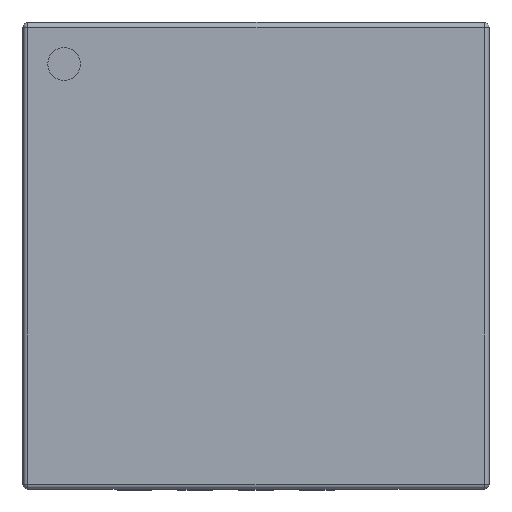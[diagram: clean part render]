
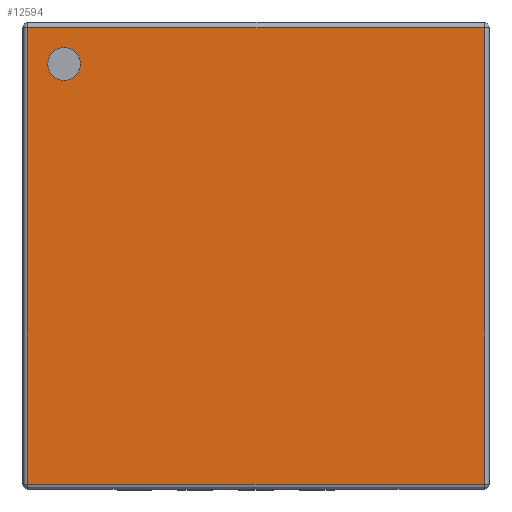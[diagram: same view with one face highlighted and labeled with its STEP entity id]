
A CAD part, top view. The second image highlights one B-rep face of the part: STEP entity #12594.
In plain terms, the highlighted planar face has unit normal (0, 0, 1).
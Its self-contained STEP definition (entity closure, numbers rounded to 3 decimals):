
#3098 = CYLINDRICAL_SURFACE('',#3099,0.05);
#3099 = AXIS2_PLACEMENT_3D('',#3100,#3101,#3102);
#3100 = CARTESIAN_POINT('',(2.44,2.44,0.83));
#3101 = DIRECTION('',(-0.,-1.,-0.));
#3102 = DIRECTION('',(0.,0.,1.));
#10685 = VERTEX_POINT('',#10686);
#10686 = CARTESIAN_POINT('',(2.44,2.44,0.88));
#10708 = VERTEX_POINT('',#10709);
#10709 = CARTESIAN_POINT('',(2.44,-2.44,0.88));
#10734 = EDGE_CURVE('',#10685,#10708,#10735,.T.);
#10735 = SURFACE_CURVE('',#10736,(#10740,#10747),.PCURVE_S1.);
#10736 = LINE('',#10737,#10738);
#10737 = CARTESIAN_POINT('',(2.44,2.44,0.88));
#10738 = VECTOR('',#10739,1.);
#10739 = DIRECTION('',(-0.,-1.,-0.));
#10740 = PCURVE('',#3098,#10741);
#10741 = DEFINITIONAL_REPRESENTATION('',(#10742),#10746);
#10742 = LINE('',#10743,#10744);
#10743 = CARTESIAN_POINT('',(-0.,0.));
#10744 = VECTOR('',#10745,1.);
#10745 = DIRECTION('',(-0.,1.));
#10746 = ( GEOMETRIC_REPRESENTATION_CONTEXT(2) 
PARAMETRIC_REPRESENTATION_CONTEXT() REPRESENTATION_CONTEXT('2D SPACE',''
  ) );
#10747 = PCURVE('',#10748,#10753);
#10748 = PLANE('',#10749);
#10749 = AXIS2_PLACEMENT_3D('',#10750,#10751,#10752);
#10750 = CARTESIAN_POINT('',(-2.49,-2.49,0.88));
#10751 = DIRECTION('',(0.,0.,1.));
#10752 = DIRECTION('',(1.,0.,0.));
#10753 = DEFINITIONAL_REPRESENTATION('',(#10754),#10758);
#10754 = LINE('',#10755,#10756);
#10755 = CARTESIAN_POINT('',(4.93,4.93));
#10756 = VECTOR('',#10757,1.);
#10757 = DIRECTION('',(-0.,-1.));
#10758 = ( GEOMETRIC_REPRESENTATION_CONTEXT(2) 
PARAMETRIC_REPRESENTATION_CONTEXT() REPRESENTATION_CONTEXT('2D SPACE',''
  ) );
#11097 = CYLINDRICAL_SURFACE('',#11098,0.05);
#11098 = AXIS2_PLACEMENT_3D('',#11099,#11100,#11101);
#11099 = CARTESIAN_POINT('',(-2.44,-2.44,0.83));
#11100 = DIRECTION('',(0.,1.,0.));
#11101 = DIRECTION('',(-1.,0.,0.));
#11236 = CYLINDRICAL_SURFACE('',#11237,0.05);
#11237 = AXIS2_PLACEMENT_3D('',#11238,#11239,#11240);
#11238 = CARTESIAN_POINT('',(-2.49,-2.44,0.83));
#11239 = DIRECTION('',(1.,0.,0.));
#11240 = DIRECTION('',(0.,-1.,0.));
#11979 = CYLINDRICAL_SURFACE('',#11980,0.05);
#11980 = AXIS2_PLACEMENT_3D('',#11981,#11982,#11983);
#11981 = CARTESIAN_POINT('',(-2.49,2.44,0.83));
#11982 = DIRECTION('',(1.,0.,0.));
#11983 = DIRECTION('',(0.,1.,0.));
#12594 = ADVANCED_FACE('',(#12595,#12665),#10748,.T.);
#12595 = FACE_BOUND('',#12596,.T.);
#12596 = EDGE_LOOP('',(#12597,#12620,#12621,#12644));
#12597 = ORIENTED_EDGE('',*,*,#12598,.T.);
#12598 = EDGE_CURVE('',#12599,#10708,#12601,.T.);
#12599 = VERTEX_POINT('',#12600);
#12600 = CARTESIAN_POINT('',(-2.44,-2.44,0.88));
#12601 = SURFACE_CURVE('',#12602,(#12606,#12613),.PCURVE_S1.);
#12602 = LINE('',#12603,#12604);
#12603 = CARTESIAN_POINT('',(-2.49,-2.44,0.88));
#12604 = VECTOR('',#12605,1.);
#12605 = DIRECTION('',(1.,0.,0.));
#12606 = PCURVE('',#10748,#12607);
#12607 = DEFINITIONAL_REPRESENTATION('',(#12608),#12612);
#12608 = LINE('',#12609,#12610);
#12609 = CARTESIAN_POINT('',(0.,0.05));
#12610 = VECTOR('',#12611,1.);
#12611 = DIRECTION('',(1.,0.));
#12612 = ( GEOMETRIC_REPRESENTATION_CONTEXT(2) 
PARAMETRIC_REPRESENTATION_CONTEXT() REPRESENTATION_CONTEXT('2D SPACE',''
  ) );
#12613 = PCURVE('',#11236,#12614);
#12614 = DEFINITIONAL_REPRESENTATION('',(#12615),#12619);
#12615 = LINE('',#12616,#12617);
#12616 = CARTESIAN_POINT('',(-1.571,0.));
#12617 = VECTOR('',#12618,1.);
#12618 = DIRECTION('',(-0.,1.));
#12619 = ( GEOMETRIC_REPRESENTATION_CONTEXT(2) 
PARAMETRIC_REPRESENTATION_CONTEXT() REPRESENTATION_CONTEXT('2D SPACE',''
  ) );
#12620 = ORIENTED_EDGE('',*,*,#10734,.F.);
#12621 = ORIENTED_EDGE('',*,*,#12622,.F.);
#12622 = EDGE_CURVE('',#12623,#10685,#12625,.T.);
#12623 = VERTEX_POINT('',#12624);
#12624 = CARTESIAN_POINT('',(-2.44,2.44,0.88));
#12625 = SURFACE_CURVE('',#12626,(#12630,#12637),.PCURVE_S1.);
#12626 = LINE('',#12627,#12628);
#12627 = CARTESIAN_POINT('',(-2.49,2.44,0.88));
#12628 = VECTOR('',#12629,1.);
#12629 = DIRECTION('',(1.,0.,0.));
#12630 = PCURVE('',#10748,#12631);
#12631 = DEFINITIONAL_REPRESENTATION('',(#12632),#12636);
#12632 = LINE('',#12633,#12634);
#12633 = CARTESIAN_POINT('',(0.,4.93));
#12634 = VECTOR('',#12635,1.);
#12635 = DIRECTION('',(1.,0.));
#12636 = ( GEOMETRIC_REPRESENTATION_CONTEXT(2) 
PARAMETRIC_REPRESENTATION_CONTEXT() REPRESENTATION_CONTEXT('2D SPACE',''
  ) );
#12637 = PCURVE('',#11979,#12638);
#12638 = DEFINITIONAL_REPRESENTATION('',(#12639),#12643);
#12639 = LINE('',#12640,#12641);
#12640 = CARTESIAN_POINT('',(1.571,0.));
#12641 = VECTOR('',#12642,1.);
#12642 = DIRECTION('',(0.,1.));
#12643 = ( GEOMETRIC_REPRESENTATION_CONTEXT(2) 
PARAMETRIC_REPRESENTATION_CONTEXT() REPRESENTATION_CONTEXT('2D SPACE',''
  ) );
#12644 = ORIENTED_EDGE('',*,*,#12645,.F.);
#12645 = EDGE_CURVE('',#12599,#12623,#12646,.T.);
#12646 = SURFACE_CURVE('',#12647,(#12651,#12658),.PCURVE_S1.);
#12647 = LINE('',#12648,#12649);
#12648 = CARTESIAN_POINT('',(-2.44,-2.44,0.88));
#12649 = VECTOR('',#12650,1.);
#12650 = DIRECTION('',(0.,1.,0.));
#12651 = PCURVE('',#10748,#12652);
#12652 = DEFINITIONAL_REPRESENTATION('',(#12653),#12657);
#12653 = LINE('',#12654,#12655);
#12654 = CARTESIAN_POINT('',(0.05,0.05));
#12655 = VECTOR('',#12656,1.);
#12656 = DIRECTION('',(0.,1.));
#12657 = ( GEOMETRIC_REPRESENTATION_CONTEXT(2) 
PARAMETRIC_REPRESENTATION_CONTEXT() REPRESENTATION_CONTEXT('2D SPACE',''
  ) );
#12658 = PCURVE('',#11097,#12659);
#12659 = DEFINITIONAL_REPRESENTATION('',(#12660),#12664);
#12660 = LINE('',#12661,#12662);
#12661 = CARTESIAN_POINT('',(1.571,0.));
#12662 = VECTOR('',#12663,1.);
#12663 = DIRECTION('',(0.,1.));
#12664 = ( GEOMETRIC_REPRESENTATION_CONTEXT(2) 
PARAMETRIC_REPRESENTATION_CONTEXT() REPRESENTATION_CONTEXT('2D SPACE',''
  ) );
#12665 = FACE_BOUND('',#12666,.T.);
#12666 = EDGE_LOOP('',(#12667));
#12667 = ORIENTED_EDGE('',*,*,#12668,.F.);
#12668 = EDGE_CURVE('',#12669,#12669,#12671,.T.);
#12669 = VERTEX_POINT('',#12670);
#12670 = CARTESIAN_POINT('',(-1.875,-2.05,0.88));
#12671 = SURFACE_CURVE('',#12672,(#12677,#12684),.PCURVE_S1.);
#12672 = CIRCLE('',#12673,0.175);
#12673 = AXIS2_PLACEMENT_3D('',#12674,#12675,#12676);
#12674 = CARTESIAN_POINT('',(-2.05,-2.05,0.88));
#12675 = DIRECTION('',(0.,0.,1.));
#12676 = DIRECTION('',(1.,0.,0.));
#12677 = PCURVE('',#10748,#12678);
#12678 = DEFINITIONAL_REPRESENTATION('',(#12679),#12683);
#12679 = CIRCLE('',#12680,0.175);
#12680 = AXIS2_PLACEMENT_2D('',#12681,#12682);
#12681 = CARTESIAN_POINT('',(0.44,0.44));
#12682 = DIRECTION('',(1.,0.));
#12683 = ( GEOMETRIC_REPRESENTATION_CONTEXT(2) 
PARAMETRIC_REPRESENTATION_CONTEXT() REPRESENTATION_CONTEXT('2D SPACE',''
  ) );
#12684 = PCURVE('',#12685,#12690);
#12685 = CYLINDRICAL_SURFACE('',#12686,0.175);
#12686 = AXIS2_PLACEMENT_3D('',#12687,#12688,#12689);
#12687 = CARTESIAN_POINT('',(-2.05,-2.05,0.88));
#12688 = DIRECTION('',(-0.,-0.,-1.));
#12689 = DIRECTION('',(1.,0.,0.));
#12690 = DEFINITIONAL_REPRESENTATION('',(#12691),#12695);
#12691 = LINE('',#12692,#12693);
#12692 = CARTESIAN_POINT('',(-0.,0.));
#12693 = VECTOR('',#12694,1.);
#12694 = DIRECTION('',(-1.,0.));
#12695 = ( GEOMETRIC_REPRESENTATION_CONTEXT(2) 
PARAMETRIC_REPRESENTATION_CONTEXT() REPRESENTATION_CONTEXT('2D SPACE',''
  ) );
